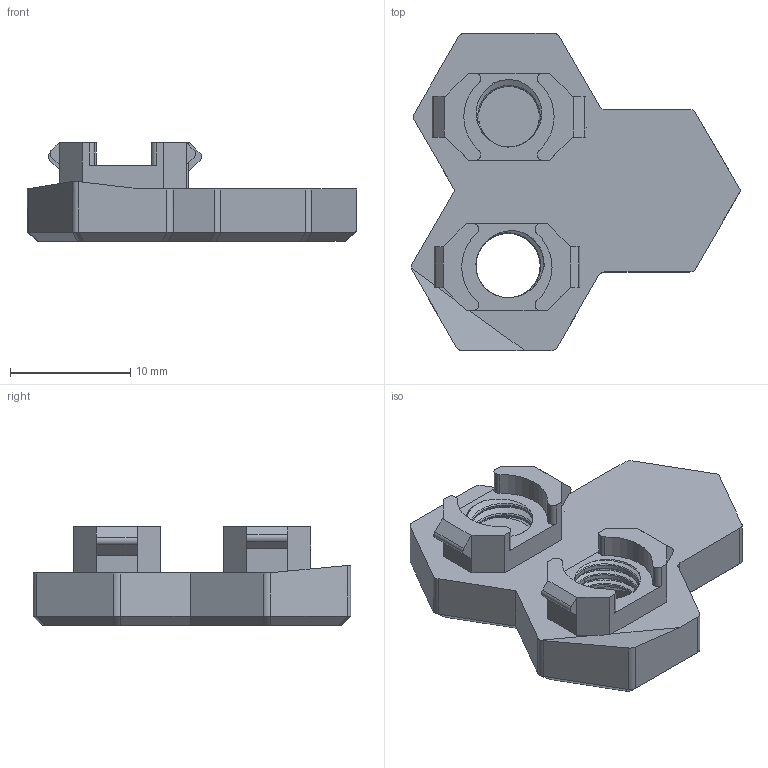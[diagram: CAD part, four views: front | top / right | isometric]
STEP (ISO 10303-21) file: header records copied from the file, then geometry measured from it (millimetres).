
FILE_DESCRIPTION(/* description */ (''),/* implementation_level */ '2;1');
FILE_NAME(/* name */ '[LEFT]Low_Blank_noLED_High_M6_PC4.step',/* time_stamp */ '2025-04-05T16:35:40+02:00',/* author */ (''),/* organization */ (''),/* preprocessor_version */ 'ST-DEVELOPER v20.1',/* originating_system */ 'Autodesk Translation Framework v14.4.0.0',/* authorisation */ '');
FILE_SCHEMA (('AUTOMOTIVE_DESIGN { 1 0 10303 214 3 1 1 }'));
Length unit declared in the file: millimetre
Products named in the file (1): Single_M6_PC4_noLED (1) (1) (1)
Bounding box: 27.33 x 26.37 x 8.2 mm (x, y, z)
Volume: 1944.8 mm3; surface area: 1784.9 mm2
Topology: 1 solids, 4 shells, 196 faces, 540 edges, 357 vertices
Faces by surface type: plane 124, cylinder 58, bspline 10, cone 3, torus 1
Full cylindrical faces by diameter (mm): 5.035 x1, 5.336 x2
Entity records: 9854 total; most frequent: CARTESIAN_POINT 4890, ORIENTED_EDGE 1080, DIRECTION 956, EDGE_CURVE 540, VERTEX_POINT 357, LINE 348, VECTOR 348, AXIS2_PLACEMENT_3D 304
